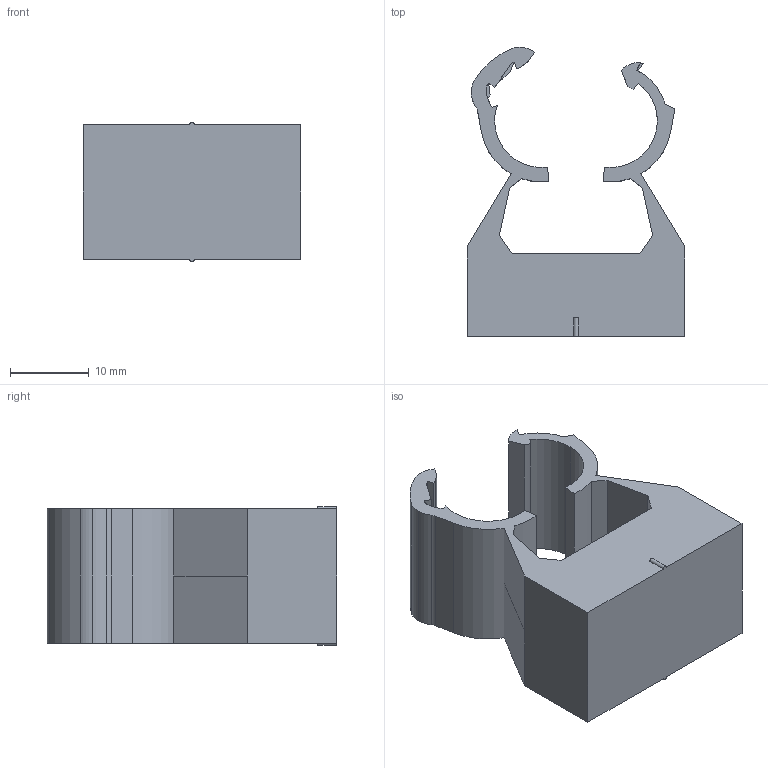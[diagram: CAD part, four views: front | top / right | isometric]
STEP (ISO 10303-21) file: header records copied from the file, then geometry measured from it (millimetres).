
FILE_DESCRIPTION (( 'STEP AP214' ), '1' );
FILE_NAME ('2146053_KSTP1.stp', '2018-06-11T06:33:23', ( '' ), ( '' ), 'SwSTEP 2.0', 'SolidWorks 2016', '' );
FILE_SCHEMA (( 'AUTOMOTIVE_DESIGN' ));
Length unit declared in the file: millimetre
Products named in the file (1): 2146053_KSTP1
Bounding box: 27.6 x 36.64 x 17.6 mm (x, y, z)
Volume: 7201.3 mm3; surface area: 4407.7 mm2
Topology: 1 solids, 1 shells, 74 faces, 212 edges, 140 vertices
Faces by surface type: plane 48, cylinder 26
Entity records: 2455 total; most frequent: CARTESIAN_POINT 427, ORIENTED_EDGE 424, DIRECTION 419, EDGE_CURVE 212, VECTOR 155, LINE 155, VERTEX_POINT 140, AXIS2_PLACEMENT_3D 132
